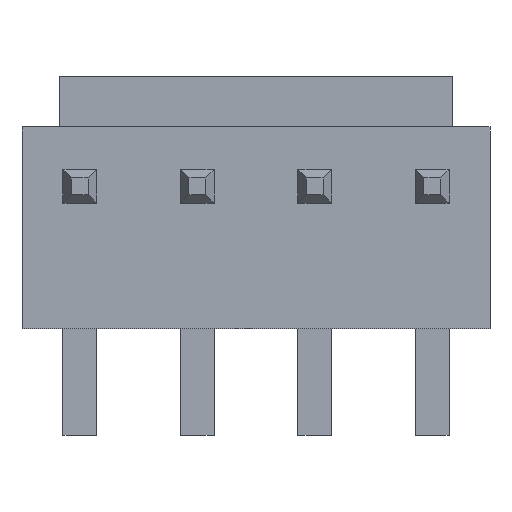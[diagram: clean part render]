
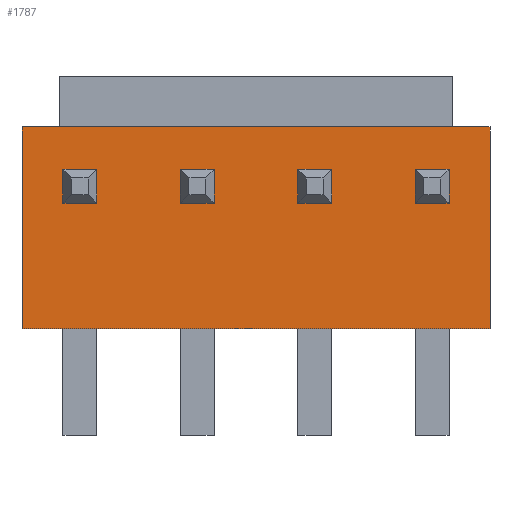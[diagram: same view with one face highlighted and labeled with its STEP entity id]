
A CAD part, front view. The second image highlights one B-rep face of the part: STEP entity #1787.
In plain terms, the highlighted planar face has unit normal (0, -1, 0).
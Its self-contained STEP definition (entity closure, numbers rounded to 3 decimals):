
#18=CARTESIAN_POINT('',(-6.51,-7.2,5.37));
#19=VERTEX_POINT('',#18);
#34=CARTESIAN_POINT('',(-5.37,-7.2,5.37));
#35=VERTEX_POINT('',#34);
#42=CARTESIAN_POINT('',(-5.94,-7.2,5.37));
#43=DIRECTION('',(-1.0,0.0,0.));
#44=VECTOR('',#43,1.0);
#45=LINE('',#42,#44);
#46=EDGE_CURVE('n� 2403',#35,#19,#45,.T.);
#58=CARTESIAN_POINT('',(-2.55,-7.2,5.37));
#59=VERTEX_POINT('',#58);
#74=CARTESIAN_POINT('',(-1.41,-7.2,5.37));
#75=VERTEX_POINT('',#74);
#82=CARTESIAN_POINT('',(-1.98,-7.2,5.37));
#83=DIRECTION('',(-1.0,0.0,0.));
#84=VECTOR('',#83,1.0);
#85=LINE('',#82,#84);
#86=EDGE_CURVE('n� 2382',#75,#59,#85,.T.);
#98=CARTESIAN_POINT('',(1.41,-7.2,5.37));
#99=VERTEX_POINT('',#98);
#114=CARTESIAN_POINT('',(2.55,-7.2,5.37));
#115=VERTEX_POINT('',#114);
#122=CARTESIAN_POINT('',(1.98,-7.2,5.37));
#123=DIRECTION('',(-1.0,0.0,0.));
#124=VECTOR('',#123,1.0);
#125=LINE('',#122,#124);
#126=EDGE_CURVE('n� 2361',#115,#99,#125,.T.);
#138=CARTESIAN_POINT('',(5.37,-7.2,5.37));
#139=VERTEX_POINT('',#138);
#154=CARTESIAN_POINT('',(6.51,-7.2,5.37));
#155=VERTEX_POINT('',#154);
#162=CARTESIAN_POINT('',(5.94,-7.2,5.37));
#163=DIRECTION('',(-1.0,0.0,0.));
#164=VECTOR('',#163,1.0);
#165=LINE('',#162,#164);
#166=EDGE_CURVE('n� 2340',#155,#139,#165,.T.);
#218=CARTESIAN_POINT('',(-6.51,-7.2,4.23));
#219=VERTEX_POINT('',#218);
#233=CARTESIAN_POINT('',(-6.51,-7.2,4.8));
#234=DIRECTION('',(0.0,0.0,-1.0));
#235=VECTOR('',#234,1.0);
#236=LINE('',#233,#235);
#237=EDGE_CURVE('n� 2298',#19,#219,#236,.T.);
#256=CARTESIAN_POINT('',(-5.37,-7.2,4.23));
#257=VERTEX_POINT('',#256);
#264=CARTESIAN_POINT('',(-5.37,-7.2,4.8));
#265=DIRECTION('',(0.,-0.0,1.0));
#266=VECTOR('',#265,1.0);
#267=LINE('',#264,#266);
#268=EDGE_CURVE('n� 2277',#257,#35,#267,.T.);
#320=CARTESIAN_POINT('',(-2.55,-7.2,4.23));
#321=VERTEX_POINT('',#320);
#335=CARTESIAN_POINT('',(-2.55,-7.2,4.8));
#336=DIRECTION('',(0.0,0.0,-1.0));
#337=VECTOR('',#336,1.0);
#338=LINE('',#335,#337);
#339=EDGE_CURVE('n� 2235',#59,#321,#338,.T.);
#358=CARTESIAN_POINT('',(-1.41,-7.2,4.23));
#359=VERTEX_POINT('',#358);
#366=CARTESIAN_POINT('',(-1.41,-7.2,4.8));
#367=DIRECTION('',(0.,-0.0,1.0));
#368=VECTOR('',#367,1.0);
#369=LINE('',#366,#368);
#370=EDGE_CURVE('n� 2214',#359,#75,#369,.T.);
#422=CARTESIAN_POINT('',(1.41,-7.2,4.23));
#423=VERTEX_POINT('',#422);
#437=CARTESIAN_POINT('',(1.41,-7.2,4.8));
#438=DIRECTION('',(0.0,0.0,-1.0));
#439=VECTOR('',#438,1.0);
#440=LINE('',#437,#439);
#441=EDGE_CURVE('n� 2172',#99,#423,#440,.T.);
#460=CARTESIAN_POINT('',(2.55,-7.2,4.23));
#461=VERTEX_POINT('',#460);
#468=CARTESIAN_POINT('',(2.55,-7.2,4.8));
#469=DIRECTION('',(0.,-0.0,1.0));
#470=VECTOR('',#469,1.0);
#471=LINE('',#468,#470);
#472=EDGE_CURVE('n� 2151',#461,#115,#471,.T.);
#524=CARTESIAN_POINT('',(5.37,-7.2,4.23));
#525=VERTEX_POINT('',#524);
#539=CARTESIAN_POINT('',(5.37,-7.2,4.8));
#540=DIRECTION('',(0.0,0.0,-1.0));
#541=VECTOR('',#540,1.0);
#542=LINE('',#539,#541);
#543=EDGE_CURVE('n� 2109',#139,#525,#542,.T.);
#562=CARTESIAN_POINT('',(6.51,-7.2,4.23));
#563=VERTEX_POINT('',#562);
#570=CARTESIAN_POINT('',(6.51,-7.2,4.8));
#571=DIRECTION('',(0.,-0.0,1.0));
#572=VECTOR('',#571,1.0);
#573=LINE('',#570,#572);
#574=EDGE_CURVE('n� 2088',#563,#155,#573,.T.);
#655=CARTESIAN_POINT('',(6.64,-7.2,6.8));
#656=VERTEX_POINT('',#655);
#664=CARTESIAN_POINT('',(-6.64,-7.2,6.8));
#665=VERTEX_POINT('',#664);
#672=CARTESIAN_POINT('',(0.0,-7.2,6.8));
#673=DIRECTION('',(-1.0,0.0,0.0));
#674=VECTOR('',#673,1.0);
#675=LINE('',#672,#674);
#676=EDGE_CURVE('n� 832',#656,#665,#675,.T.);
#694=CARTESIAN_POINT('',(0.0,-7.2,4.23));
#695=DIRECTION('',(-1.0,0.0,0.0));
#696=VECTOR('',#695,1.0);
#697=LINE('',#694,#696);
#698=EDGE_CURVE('n� 825',#257,#219,#697,.T.);
#716=CARTESIAN_POINT('',(0.0,-7.2,4.23));
#717=DIRECTION('',(-1.0,0.0,0.0));
#718=VECTOR('',#717,1.0);
#719=LINE('',#716,#718);
#720=EDGE_CURVE('n� 821',#359,#321,#719,.T.);
#738=CARTESIAN_POINT('',(0.0,-7.2,4.23));
#739=DIRECTION('',(-1.0,0.0,0.0));
#740=VECTOR('',#739,1.0);
#741=LINE('',#738,#740);
#742=EDGE_CURVE('n� 817',#461,#423,#741,.T.);
#760=CARTESIAN_POINT('',(0.0,-7.2,4.23));
#761=DIRECTION('',(-1.0,0.0,0.0));
#762=VECTOR('',#761,1.0);
#763=LINE('',#760,#762);
#764=EDGE_CURVE('n� 813',#563,#525,#763,.T.);
#1572=CARTESIAN_POINT('',(-7.89,-7.2,6.8));
#1573=VERTEX_POINT('',#1572);
#1580=CARTESIAN_POINT('',(0.0,-7.2,6.8));
#1581=DIRECTION('',(-1.0,0.,-0.0));
#1582=VECTOR('',#1581,1.0);
#1583=LINE('',#1580,#1582);
#1584=EDGE_CURVE('n� 831',#665,#1573,#1583,.T.);
#1702=CARTESIAN_POINT('',(7.89,-7.2,6.8));
#1703=VERTEX_POINT('',#1702);
#1717=CARTESIAN_POINT('',(0.0,-7.2,6.8));
#1718=DIRECTION('',(-1.0,0.,0.0));
#1719=VECTOR('',#1718,1.0);
#1720=LINE('',#1717,#1719);
#1721=EDGE_CURVE('n� 833',#1703,#656,#1720,.T.);
#1731=ORIENTED_EDGE('',*,*,#574,.F.);
#1732=ORIENTED_EDGE('',*,*,#764,.T.);
#1733=ORIENTED_EDGE('',*,*,#543,.F.);
#1734=ORIENTED_EDGE('',*,*,#166,.F.);
#1735=EDGE_LOOP('',(#1731,#1732,#1733,#1734));
#1736=FACE_OUTER_BOUND('',#1735,.T.);
#1737=ORIENTED_EDGE('',*,*,#472,.F.);
#1738=ORIENTED_EDGE('',*,*,#742,.T.);
#1739=ORIENTED_EDGE('',*,*,#441,.F.);
#1740=ORIENTED_EDGE('',*,*,#126,.F.);
#1741=EDGE_LOOP('',(#1737,#1738,#1739,#1740));
#1742=FACE_BOUND('',#1741,.T.);
#1743=ORIENTED_EDGE('',*,*,#370,.F.);
#1744=ORIENTED_EDGE('',*,*,#720,.T.);
#1745=ORIENTED_EDGE('',*,*,#339,.F.);
#1746=ORIENTED_EDGE('',*,*,#86,.F.);
#1747=EDGE_LOOP('',(#1743,#1744,#1745,#1746));
#1748=FACE_BOUND('',#1747,.T.);
#1749=ORIENTED_EDGE('',*,*,#268,.F.);
#1750=ORIENTED_EDGE('',*,*,#698,.T.);
#1751=ORIENTED_EDGE('',*,*,#237,.F.);
#1752=ORIENTED_EDGE('',*,*,#46,.F.);
#1753=EDGE_LOOP('',(#1749,#1750,#1751,#1752));
#1754=FACE_BOUND('',#1753,.T.);
#1755=CARTESIAN_POINT('',(-7.89,-7.2,-0.0));
#1756=VERTEX_POINT('',#1755);
#1757=CARTESIAN_POINT('',(-7.89,-7.2,3.4));
#1758=DIRECTION('',(0.0,0.0,-1.0));
#1759=VECTOR('',#1758,1.0);
#1760=LINE('',#1757,#1759);
#1761=EDGE_CURVE('n� 367',#1573,#1756,#1760,.T.);
#1762=ORIENTED_EDGE('',*,*,#1761,.T.);
#1763=CARTESIAN_POINT('',(7.89,-7.2,-0.0));
#1764=VERTEX_POINT('',#1763);
#1765=CARTESIAN_POINT('',(0.0,-7.2,-0.0));
#1766=DIRECTION('',(-1.0,0.0,0.0));
#1767=VECTOR('',#1766,1.0);
#1768=LINE('',#1765,#1767);
#1769=EDGE_CURVE('n� 303',#1764,#1756,#1768,.T.);
#1770=ORIENTED_EDGE('',*,*,#1769,.F.);
#1771=CARTESIAN_POINT('',(7.89,-7.2,3.4));
#1772=DIRECTION('',(0.0,0.0,-1.0));
#1773=VECTOR('',#1772,1.0);
#1774=LINE('',#1771,#1773);
#1775=EDGE_CURVE('n� 324',#1703,#1764,#1774,.T.);
#1776=ORIENTED_EDGE('',*,*,#1775,.F.);
#1777=ORIENTED_EDGE('',*,*,#1721,.T.);
#1778=ORIENTED_EDGE('',*,*,#676,.T.);
#1779=ORIENTED_EDGE('',*,*,#1584,.T.);
#1780=EDGE_LOOP('',(#1762,#1770,#1776,#1777,#1778,#1779));
#1781=FACE_BOUND('',#1780,.T.);
#1782=CARTESIAN_POINT('',(-7.89,-7.2,6.8));
#1783=DIRECTION('',(0.0,-1.0,-0.0));
#1784=DIRECTION('',(0.0,0.0,-1.0));
#1785=AXIS2_PLACEMENT_3D('',#1782,#1783,#1784);
#1786=PLANE('',#1785);
#1787=ADVANCED_FACE('n� 806',(#1736,#1742,#1748,#1754,#1781),#1786,.T.);
